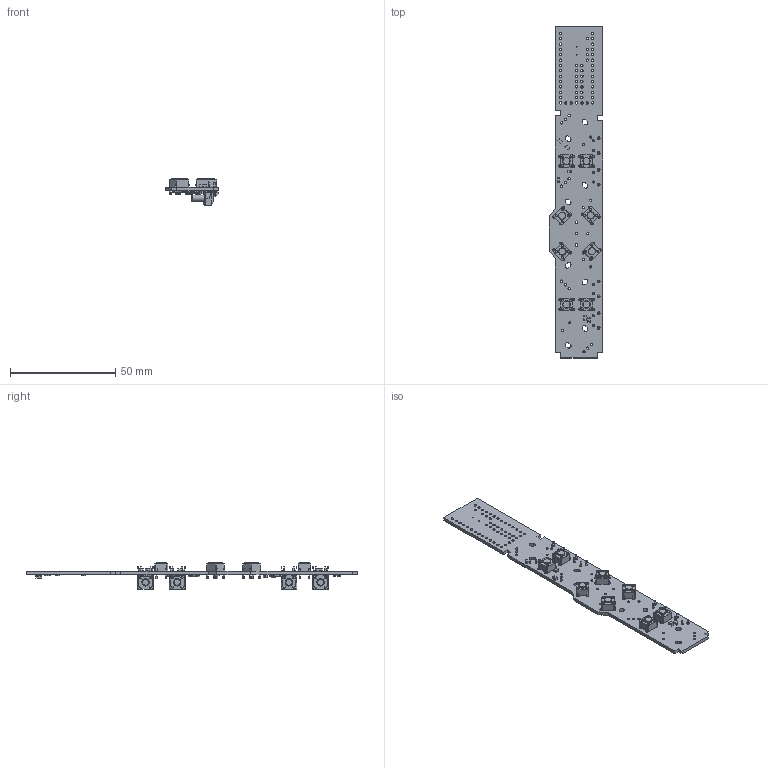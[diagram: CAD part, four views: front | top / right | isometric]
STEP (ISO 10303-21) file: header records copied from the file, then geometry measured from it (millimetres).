
FILE_DESCRIPTION(('KiCad electronic assembly'),'2;1');
FILE_NAME('Linear-MVP3.step','2019-03-08T17:13:09',('An Author'),( 'A Company'),'Open CASCADE STEP processor 6.9', 'KiCad to STEP converter','Unknown');
FILE_SCHEMA(('AUTOMOTIVE_DESIGN { 1 0 10303 214 1 1 1 1 }'));
Length unit declared in the file: millimetre
Products named in the file (16): Open CASCADE STEP translator 6.9 1; C_0805_2012Metric; SOLID; R_0805_2012Metric; SOT-23-5; QFN-24-1EP_4x4mm_P0.5mm_EP2.6x2.6mm; SW_PUSH_6mm; SW_Tactile_SPST_Angled_PTS645Vx83-2LFS; R_Array_Convex_4x1206; COMPOUND
Assembly tree (39 placements, depth 3):
  Open CASCADE STEP translator 6.9 1
    C_0805_2012Metric  x8
      SOLID
    R_0805_2012Metric  x5
      SOLID
    SOT-23-5
      SOLID
    QFN-24-1EP_4x4mm_P0.5mm_EP2.6x2.6mm
      SOLID
    SW_PUSH_6mm  x8
      SOLID
    SW_Tactile_SPST_Angled_PTS645Vx83-2LFS  x4
      SOLID
    R_Array_Convex_4x1206  x4
      SOLID
    COMPOUND
Bounding box: 25.5 x 157.5 x 13.01 mm (x, y, z)
Volume: 7504.7 mm3; surface area: 12009 mm2
Topology: 32 solids, 32 shells, 3033 faces, 8389 edges, 5538 vertices
Faces by surface type: plane 1902, cylinder 1074, bspline 29, sphere 16, torus 12
Full cylindrical faces by diameter (mm): 0.5 x3, 0.8 x16, 0.99 x8, 1 x58, 1.1 x95, 1.2 x8, 1.3 x10, 3.14 x4, 3.5 x12
Entity records: 73740 total; most frequent: CARTESIAN_POINT 14316, DIRECTION 10080, LINE 6505, VECTOR 6505, ORIENTED_EDGE 5364, PCURVE 5364, DEFINITIONAL_REPRESENTATION 5364, EDGE_CURVE 2682
